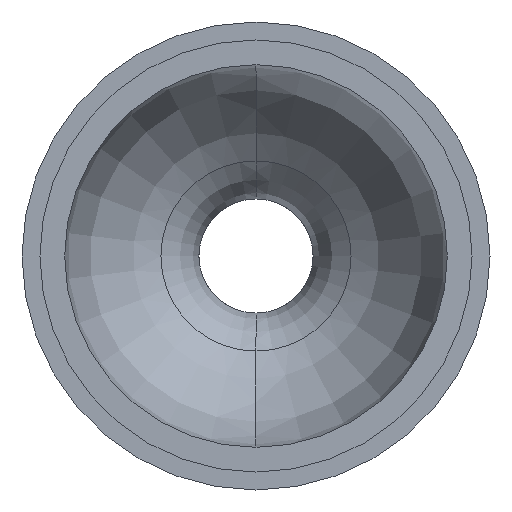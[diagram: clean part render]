
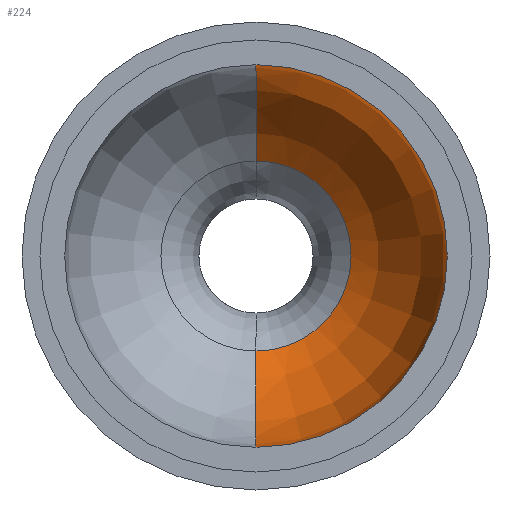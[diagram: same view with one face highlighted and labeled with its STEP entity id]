
A CAD part, left-side view. The second image highlights one B-rep face of the part: STEP entity #224.
In plain terms, the highlighted toroidal (fillet/blend) face has major radius 3.519 mm and minor radius 31.993 mm.
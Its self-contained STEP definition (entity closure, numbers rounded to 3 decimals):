
#35 = EDGE_CURVE ( 'NONE', #2574, #1515, #1083, .T. ) ;
#72 = ORIENTED_EDGE ( 'NONE', *, *, #2155, .T. ) ;
#120 = FACE_OUTER_BOUND ( 'NONE', #1406, .T. ) ;
#224 = ADVANCED_FACE ( 'NONE', ( #120 ), #2511, .F. ) ;
#266 = CIRCLE ( 'NONE', #2906, 14.151 ) ;
#334 = CARTESIAN_POINT ( 'NONE',  ( 36.83, 0., 14.151 ) ) ;
#365 = AXIS2_PLACEMENT_3D ( 'NONE', #2859, #1623, #868 ) ;
#448 = CARTESIAN_POINT ( 'NONE',  ( 10.16, 0., 3.519 ) ) ;
#865 = CARTESIAN_POINT ( 'NONE',  ( 10.16, 0., 0. ) ) ;
#868 = DIRECTION ( 'NONE',  ( 0., 0., 1. ) ) ;
#871 = CIRCLE ( 'NONE', #1253, 31.993 ) ;
#1083 = CIRCLE ( 'NONE', #2379, 31.993 ) ;
#1121 = DIRECTION ( 'NONE',  ( -1., 0., 0. ) ) ;
#1148 = DIRECTION ( 'NONE',  ( 0., 0., -1. ) ) ;
#1173 = EDGE_CURVE ( 'NONE', #1515, #3200, #2648, .T. ) ;
#1253 = AXIS2_PLACEMENT_3D ( 'NONE', #2888, #2380, #1148 ) ;
#1296 = AXIS2_PLACEMENT_3D ( 'NONE', #865, #1121, #2589 ) ;
#1395 = CARTESIAN_POINT ( 'NONE',  ( 36.83, 0., 0. ) ) ;
#1406 = EDGE_LOOP ( 'NONE', ( #72, #2870, #1469, #2056 ) ) ;
#1469 = ORIENTED_EDGE ( 'NONE', *, *, #1173, .T. ) ;
#1515 = VERTEX_POINT ( 'NONE', #3029 ) ;
#1577 = DIRECTION ( 'NONE',  ( 0., 0., 1. ) ) ;
#1623 = DIRECTION ( 'NONE',  ( -1., 0., 0. ) ) ;
#1645 = CARTESIAN_POINT ( 'NONE',  ( 10.16, 0., 28.473 ) ) ;
#1646 = DIRECTION ( 'NONE',  ( 1., 0., 0. ) ) ;
#1708 = DIRECTION ( 'NONE',  ( 0., 0., 1. ) ) ;
#2056 = ORIENTED_EDGE ( 'NONE', *, *, #2785, .F. ) ;
#2155 = EDGE_CURVE ( 'NONE', #2707, #2574, #266, .T. ) ;
#2221 = DIRECTION ( 'NONE',  ( 0., 1., 0. ) ) ;
#2288 = CARTESIAN_POINT ( 'NONE',  ( 36.83, 0., -14.151 ) ) ;
#2379 = AXIS2_PLACEMENT_3D ( 'NONE', #448, #2221, #1708 ) ;
#2380 = DIRECTION ( 'NONE',  ( 0., -1., 0. ) ) ;
#2511 = TOROIDAL_SURFACE ( 'NONE', #1296, -3.519, 31.993 ) ;
#2574 = VERTEX_POINT ( 'NONE', #2288 ) ;
#2589 = DIRECTION ( 'NONE',  ( 0., 0., 1. ) ) ;
#2648 = CIRCLE ( 'NONE', #365, 28.473 ) ;
#2707 = VERTEX_POINT ( 'NONE', #334 ) ;
#2785 = EDGE_CURVE ( 'NONE', #2707, #3200, #871, .T. ) ;
#2859 = CARTESIAN_POINT ( 'NONE',  ( 10.16, 0., 0. ) ) ;
#2870 = ORIENTED_EDGE ( 'NONE', *, *, #35, .T. ) ;
#2888 = CARTESIAN_POINT ( 'NONE',  ( 10.16, 0., -3.519 ) ) ;
#2906 = AXIS2_PLACEMENT_3D ( 'NONE', #1395, #1646, #1577 ) ;
#3029 = CARTESIAN_POINT ( 'NONE',  ( 10.16, 0., -28.473 ) ) ;
#3200 = VERTEX_POINT ( 'NONE', #1645 ) ;
